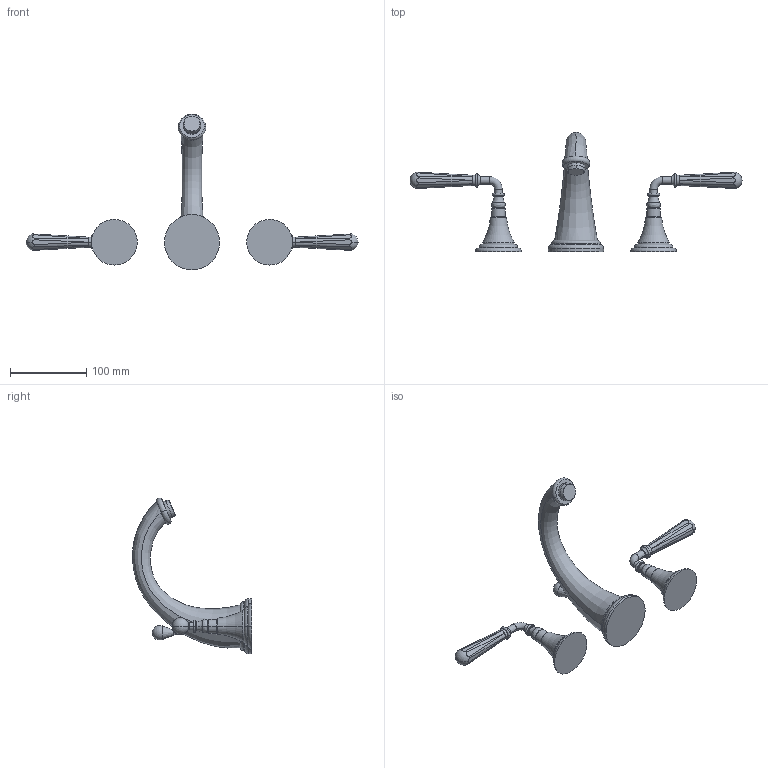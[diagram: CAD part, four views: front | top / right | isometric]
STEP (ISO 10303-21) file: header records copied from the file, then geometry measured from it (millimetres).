
FILE_DESCRIPTION((''),'2;1');
FILE_NAME('1740','2020-11-26T15:09:50',('jinson.thomas'),(''),'CREO PARAMETRIC BY PTC INC, 2018400','CREO PARAMETRIC BY PTC INC, 2018400','');
FILE_SCHEMA(('CONFIG_CONTROL_DESIGN'));
Length unit declared in the file: inch
Products named in the file (1): 1740
Bounding box: 434.72 x 155.9 x 203.88 mm (x, y, z)
Volume: 448528.3 mm3; surface area: 71870.5 mm2
Topology: 3 solids, 3 shells, 160 faces, 342 edges, 195 vertices
Faces by surface type: torus 50, cylinder 36, plane 33, bspline 25, cone 10, sphere 6
Entity records: 5193 total; most frequent: CARTESIAN_POINT 1694, DIRECTION 806, ORIENTED_EDGE 672, AXIS2_PLACEMENT_3D 364, EDGE_CURVE 336, CIRCLE 229, VERTEX_POINT 195, EDGE_LOOP 173
